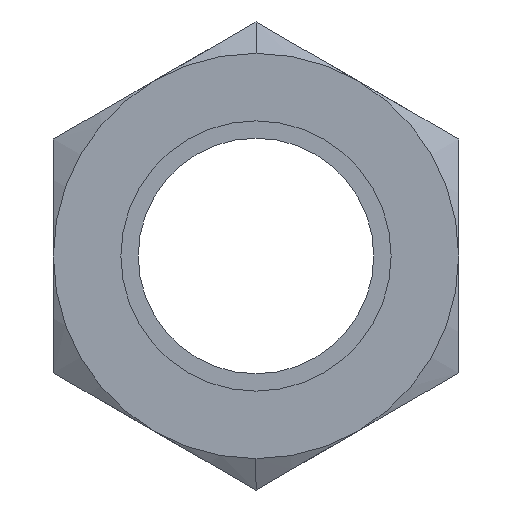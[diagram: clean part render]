
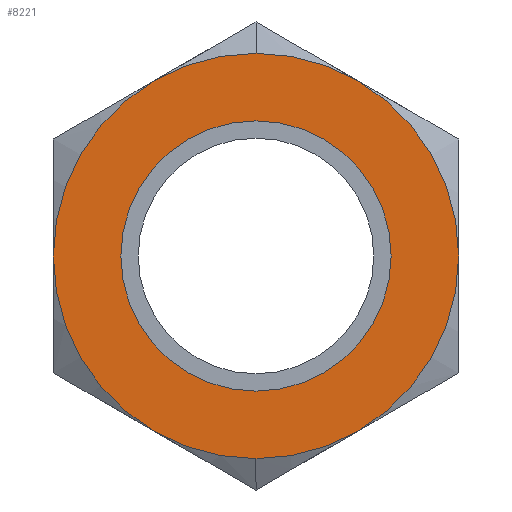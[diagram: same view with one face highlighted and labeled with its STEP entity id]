
A CAD part, left-side view. The second image highlights one B-rep face of the part: STEP entity #8221.
In plain terms, the highlighted planar face has unit normal (-1, 0, 0).
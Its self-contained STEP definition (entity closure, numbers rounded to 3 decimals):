
#223 = DIRECTION ( 'NONE',  ( 1., 0., 0. ) ) ;
#583 = EDGE_CURVE ( 'NONE', #1554, #4423, #8245, .T. ) ;
#610 = CARTESIAN_POINT ( 'NONE',  ( 0., 0., 0. ) ) ;
#682 = AXIS2_PLACEMENT_3D ( 'NONE', #6957, #8435, #8337 ) ;
#794 = EDGE_CURVE ( 'NONE', #8669, #1481, #1746, .T. ) ;
#1067 = CARTESIAN_POINT ( 'NONE',  ( 0., 0., 0. ) ) ;
#1310 = PLANE ( 'NONE',  #682 ) ;
#1481 = VERTEX_POINT ( 'NONE', #8240 ) ;
#1554 = VERTEX_POINT ( 'NONE', #7594 ) ;
#1652 = DIRECTION ( 'NONE',  ( 0., 0., 1. ) ) ;
#1746 = CIRCLE ( 'NONE', #7809, 15.875 ) ;
#1864 = DIRECTION ( 'NONE',  ( 1., 0., 0. ) ) ;
#1896 = AXIS2_PLACEMENT_3D ( 'NONE', #610, #2756, #5570 ) ;
#1960 = FACE_BOUND ( 'NONE', #8745, .T. ) ;
#2756 = DIRECTION ( 'NONE',  ( 1., 0., 0. ) ) ;
#2841 = EDGE_LOOP ( 'NONE', ( #5509, #8837 ) ) ;
#3165 = ORIENTED_EDGE ( 'NONE', *, *, #794, .T. ) ;
#3803 = CIRCLE ( 'NONE', #6902, 15.875 ) ;
#4219 = ORIENTED_EDGE ( 'NONE', *, *, #8106, .T. ) ;
#4423 = VERTEX_POINT ( 'NONE', #8476 ) ;
#4741 = FACE_OUTER_BOUND ( 'NONE', #2841, .T. ) ;
#5509 = ORIENTED_EDGE ( 'NONE', *, *, #7151, .F. ) ;
#5570 = DIRECTION ( 'NONE',  ( 0., 0., 1. ) ) ;
#5668 = CARTESIAN_POINT ( 'NONE',  ( 0., 0., -15.875 ) ) ;
#5731 = DIRECTION ( 'NONE',  ( 0., 0., -1. ) ) ;
#5866 = AXIS2_PLACEMENT_3D ( 'NONE', #8386, #7692, #5731 ) ;
#6655 = CARTESIAN_POINT ( 'NONE',  ( 0., 0., 0. ) ) ;
#6902 = AXIS2_PLACEMENT_3D ( 'NONE', #1067, #1864, #1652 ) ;
#6957 = CARTESIAN_POINT ( 'NONE',  ( 0., 0., 11.905 ) ) ;
#7151 = EDGE_CURVE ( 'NONE', #4423, #1554, #8816, .T. ) ;
#7594 = CARTESIAN_POINT ( 'NONE',  ( 0., 0., -23.81 ) ) ;
#7692 = DIRECTION ( 'NONE',  ( 1., 0., 0. ) ) ;
#7809 = AXIS2_PLACEMENT_3D ( 'NONE', #6655, #223, #8698 ) ;
#8106 = EDGE_CURVE ( 'NONE', #1481, #8669, #3803, .T. ) ;
#8221 = ADVANCED_FACE ( 'NONE', ( #1960, #4741 ), #1310, .T. ) ;
#8240 = CARTESIAN_POINT ( 'NONE',  ( 0., 0., 15.875 ) ) ;
#8245 = CIRCLE ( 'NONE', #5866, 23.81 ) ;
#8337 = DIRECTION ( 'NONE',  ( 0., 0., 1. ) ) ;
#8386 = CARTESIAN_POINT ( 'NONE',  ( 0., 0., 0. ) ) ;
#8435 = DIRECTION ( 'NONE',  ( -1., 0., 0. ) ) ;
#8476 = CARTESIAN_POINT ( 'NONE',  ( 0., 0., 23.81 ) ) ;
#8669 = VERTEX_POINT ( 'NONE', #5668 ) ;
#8698 = DIRECTION ( 'NONE',  ( 0., 0., -1. ) ) ;
#8745 = EDGE_LOOP ( 'NONE', ( #3165, #4219 ) ) ;
#8816 = CIRCLE ( 'NONE', #1896, 23.81 ) ;
#8837 = ORIENTED_EDGE ( 'NONE', *, *, #583, .F. ) ;
